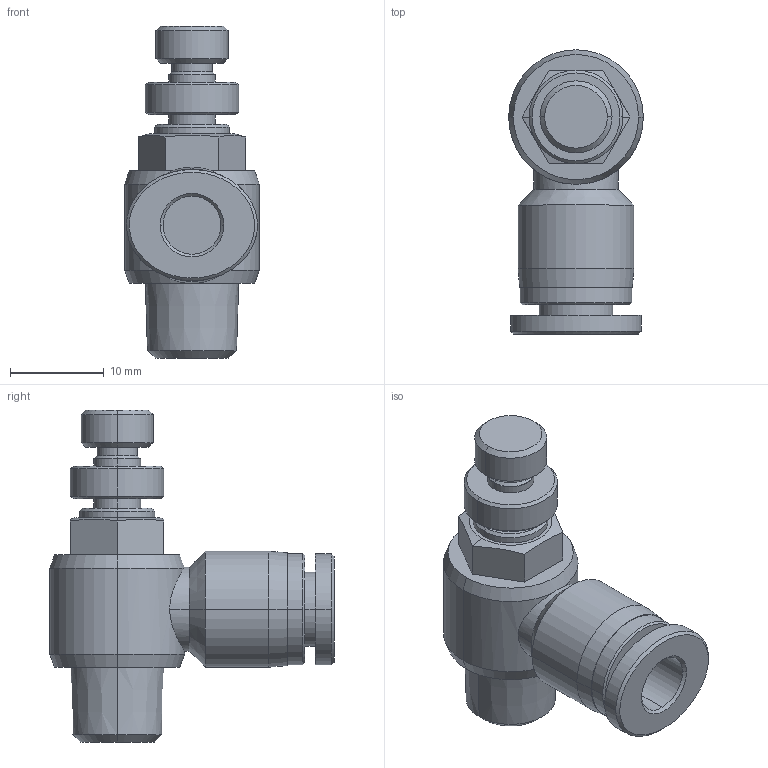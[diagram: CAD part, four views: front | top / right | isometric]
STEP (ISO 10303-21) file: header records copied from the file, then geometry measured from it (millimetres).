
FILE_DESCRIPTION((''),'2;1');
FILE_NAME('NSE0601-mdt.stp','2017-07-22T08:50:55',(''),(''),'Mechanical Desktop 2009','Mechanical Desktop 2009',', , ');
FILE_SCHEMA(('CONFIG_CONTROL_DESIGN'));
Length unit declared in the file: millimetre
Products named in the file (10): NSE0601-MDT; NSE0601-MDTA; NSE 01 BODY-MDT; NSE; COLLAR-04L; R01; NSE-G01該葬; NSE-G01; NH-M5; COLLAR-06L
Assembly tree (12 placements, depth 3):
  NSE0601-MDT
    NSE0601-MDTA
    NSE 01 BODY-MDT
    NSE  x3
      COLLAR-04L
      R01
    NSE-G01該葬
    NSE-G01
    R01
    NH-M5
    COLLAR-06L
Bounding box: 14.4 x 30.4 x 35.5 mm (x, y, z)
Volume: 5667.7 mm3; surface area: 3408.2 mm2
Topology: 2 solids, 2 shells, 86 faces, 179 edges, 109 vertices
Faces by surface type: cone 34, cylinder 26, plane 23, bspline 3
Entity records: 2873 total; most frequent: CARTESIAN_POINT 774, DIRECTION 448, ORIENTED_EDGE 358, AXIS2_PLACEMENT_3D 187, EDGE_CURVE 179, VERTEX_POINT 109, EDGE_LOOP 98, CIRCLE 89
